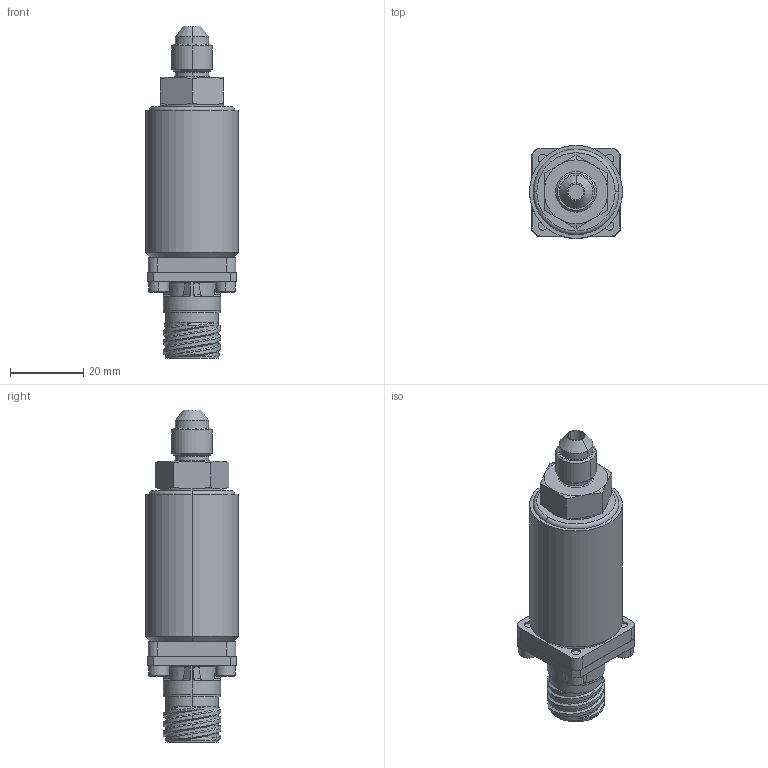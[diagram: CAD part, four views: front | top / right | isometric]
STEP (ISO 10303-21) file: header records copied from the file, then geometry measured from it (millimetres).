
FILE_DESCRIPTION(('Creo Elements/Direct Modeling STEP Export'),'2;1');
FILE_NAME('HI6000.stp','2020-04-09T15:57:04',(''),(''),'Creo Elements/Direct Modeling STEP processor for AP214 (Solid Model)','Creo Elements/Direct Modeling 20.1B 02-Apr-2019 (C) Parametric Technology GmbH','');
FILE_SCHEMA(('AUTOMOTIVE_DESIGN { 1 0 10303 214 1 1 1 1 }'));
Length unit declared in the file: millimetre
Products named in the file (1): HI6000
Bounding box: 25.4 x 25.4 x 90.7 mm (x, y, z)
Volume: 29708.9 mm3; surface area: 8864.8 mm2
Topology: 1 solids, 3 shells, 303 faces, 733 edges, 469 vertices
Faces by surface type: plane 119, cylinder 105, cone 46, torus 18, bspline 15
Entity records: 9924 total; most frequent: CARTESIAN_POINT 3326, ORIENTED_EDGE 1466, DIRECTION 1146, EDGE_CURVE 733, VERTEX_POINT 469, AXIS2_PLACEMENT_3D 430, EDGE_LOOP 340, FACE_OUTER_BOUND 303
